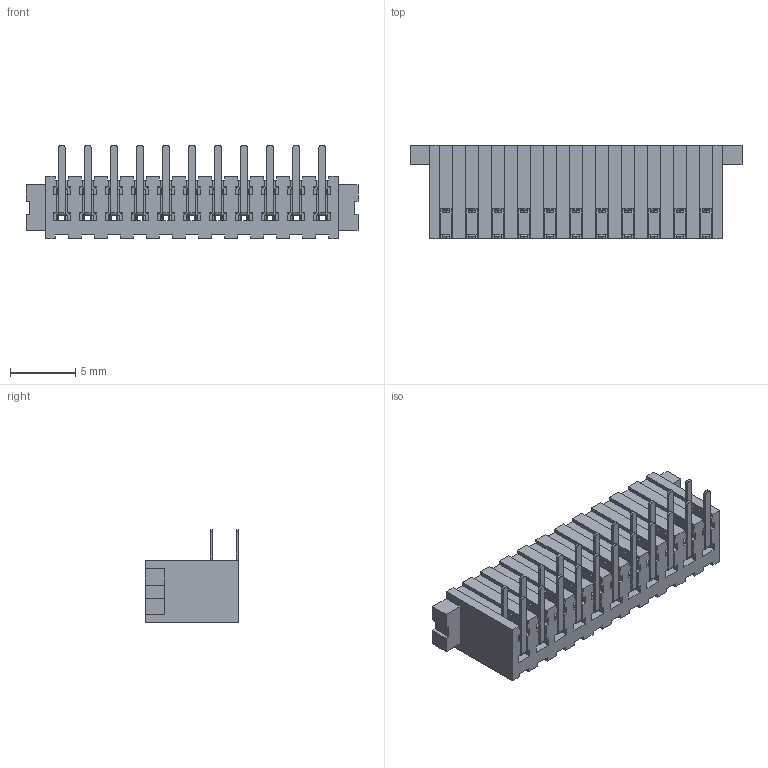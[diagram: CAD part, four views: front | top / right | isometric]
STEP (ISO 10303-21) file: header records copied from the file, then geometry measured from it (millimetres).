
FILE_DESCRIPTION( ('This file contains a STEP AP42 implementation' ,'as created by ZW3D STEP Interface translator.') ,'2;1' );
FILE_NAME( '2272T-2XXRXXCUNX1.stp' ,'23 412.162916', (''), ('ZWCAD Software Co.'), 'Version 1.0', 'ZW3D to STEP translator', '' );
FILE_SCHEMA(('AUTOMOTIVE_DESIGN { 1 0 10303 214 1 1 1 1 }'));
Length unit declared in the file: millimetre
Products named in the file (2): 0; 2272T-220RXXCUNX1
Bounding box: 25.5 x 7.2 x 7.2 mm (x, y, z)
Volume: 597.6 mm3; surface area: 1903.4 mm2
Topology: 1 solids, 1 shells, 1969 faces, 6055 edges, 4022 vertices
Faces by surface type: plane 1309, cylinder 418, bspline 242
Entity records: 93070 total; most frequent: CARTESIAN_POINT 49692, ORIENTED_EDGE 12110, EDGE_CURVE 6055, B_SPLINE_CURVE_WITH_KNOTS 5967, VERTEX_POINT 4022, DIRECTION 3544, EDGE_LOOP 2035, FACE_OUTER_BOUND 1969
